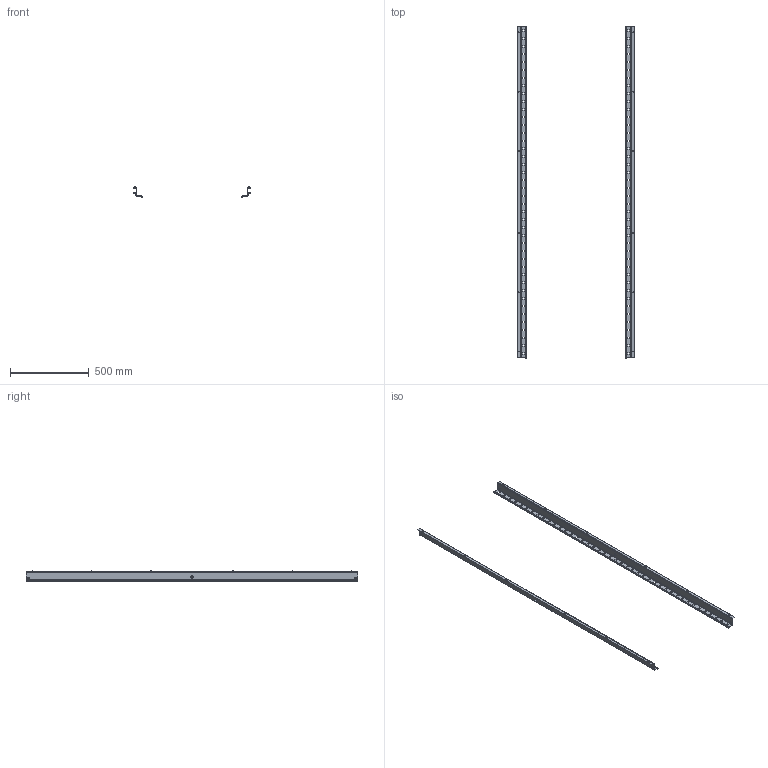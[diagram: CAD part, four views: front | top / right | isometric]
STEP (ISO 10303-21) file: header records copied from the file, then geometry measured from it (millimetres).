
FILE_DESCRIPTION (( 'STEP AP203' ), '1' );
FILE_NAME ('UR31203220000 Êîìïëåêò ñòîåê äëÿ êðåïëåíèÿ ôàëüø-ïàíåëåé RS52 220.00 (000.801.499-03).STEP', '2022-04-18T08:42:18', ( '' ), ( '' ), 'SwSTEP 2.0', 'SolidWorks 2017', '' );
FILE_SCHEMA (( 'CONFIG_CONTROL_DESIGN' ));
Length unit declared in the file: millimetre
Products named in the file (8): Êëåòêà ãàéêè_M6-4€; UR31203220000 Êîìïëåêò ñòîåê äëÿ êðåïëåíèÿ ôàëüø-ïàíåëåé RS52 220.00 (000.801.499-03); Ãàéêà êëåòåâàÿ_M5-4B; Øïèëüêà çàçåìëåíèÿ CKF CS_Œ8å20; Ãàéêà êâàäðàòíàÿ_Œ5; 000.330.052 栺鍣罻_03(220); 030-108 栺鍣罻_03(220); Âèíò DIN 7500 C TORX_Œ5å10
Assembly tree (22 placements, depth 3):
  UR31203220000 Êîìïëåêò ñòîåê äëÿ êðåïëåíèÿ ôàëüø-ïàíåëåé RS52 220.00 (000.801.499-03)
    000.330.052 栺鍣罻_03(220)  x2
      030-108 栺鍣罻_03(220)
      Øïèëüêà çàçåìëåíèÿ CKF CS_Œ8å20
    Âèíò DIN 7500 C TORX_Œ5å10  x12
    Ãàéêà êëåòåâàÿ_M5-4B  x4
      Êëåòêà ãàéêè_M6-4€
      Ãàéêà êâàäðàòíàÿ_Œ5
Bounding box: 743.36 x 2107 x 68 mm (x, y, z)
Volume: 896335.3 mm3; surface area: 923315.6 mm2
Topology: 24 solids, 24 shells, 1378 faces, 3528 edges, 2220 vertices
Faces by surface type: plane 910, cylinder 352, cone 60, bspline 32, sphere 24
Entity records: 13350 total; most frequent: CARTESIAN_POINT 2497, ORIENTED_EDGE 1992, DIRECTION 1885, EDGE_CURVE 996, VECTOR 817, LINE 817, VERTEX_POINT 628, AXIS2_PLACEMENT_3D 534
